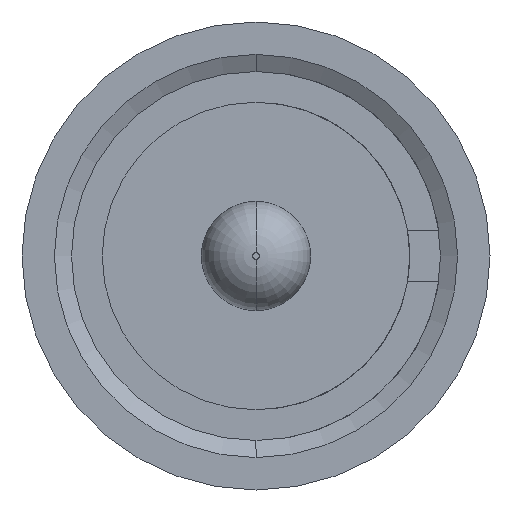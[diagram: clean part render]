
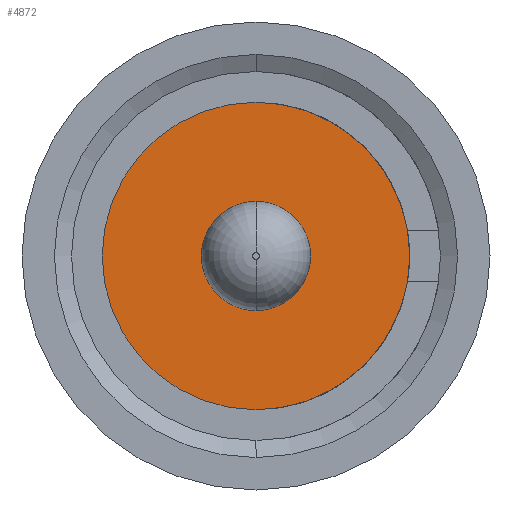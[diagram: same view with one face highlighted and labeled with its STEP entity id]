
A CAD part, front view. The second image highlights one B-rep face of the part: STEP entity #4872.
In plain terms, the highlighted planar face has unit normal (0, -1, 0).
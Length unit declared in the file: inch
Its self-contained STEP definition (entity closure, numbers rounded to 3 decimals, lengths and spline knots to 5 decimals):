
#4790 = EDGE_CURVE ( 'NONE', #4791, #4795, #5250, .T. ) ;
#4791 = VERTEX_POINT ( 'NONE', #5245 ) ;
#4795 = VERTEX_POINT ( 'NONE', #5241 ) ;
#4812 = EDGE_CURVE ( 'NONE', #4795, #4791, #5225, .T. ) ;
#4852 = VERTEX_POINT ( 'NONE', #5148 ) ;
#4854 = EDGE_CURVE ( 'NONE', #4852, #4855, #5147, .T. ) ;
#4855 = VERTEX_POINT ( 'NONE', #5142 ) ;
#4872 = ADVANCED_FACE ( 'NONE', ( #5112, #5111 ), #5110, .T. ) ;
#4873 = EDGE_LOOP ( 'NONE', ( #4874, #4876 ) ) ;
#4874 = ORIENTED_EDGE ( 'NONE', *, *, #4875, .F. ) ;
#4875 = EDGE_CURVE ( 'NONE', #4855, #4852, #5105, .T. ) ;
#4876 = ORIENTED_EDGE ( 'NONE', *, *, #4854, .F. ) ;
#4877 = EDGE_LOOP ( 'NONE', ( #4878, #4879 ) ) ;
#4878 = ORIENTED_EDGE ( 'NONE', *, *, #4790, .F. ) ;
#4879 = ORIENTED_EDGE ( 'NONE', *, *, #4812, .F. ) ;
#5101 = DIRECTION ( 'NONE',  ( 0., 0., -1. ) ) ;
#5102 = DIRECTION ( 'NONE',  ( 0., -1., 0. ) ) ;
#5103 = CARTESIAN_POINT ( 'NONE',  ( 0., -0.205, 0. ) ) ;
#5104 = AXIS2_PLACEMENT_3D ( 'NONE', #5103, #5102, #5101 ) ;
#5105 = CIRCLE ( 'NONE', #5104, 0.08 ) ;
#5106 = DIRECTION ( 'NONE',  ( 0., 0., 1. ) ) ;
#5107 = DIRECTION ( 'NONE',  ( 0., -1., 0. ) ) ;
#5108 = CARTESIAN_POINT ( 'NONE',  ( 0., -0.205, 0. ) ) ;
#5109 = AXIS2_PLACEMENT_3D ( 'NONE', #5108, #5107, #5106 ) ;
#5110 = PLANE ( 'NONE',  #5109 ) ;
#5111 = FACE_OUTER_BOUND ( 'NONE', #4877, .T. ) ;
#5112 = FACE_BOUND ( 'NONE', #4873, .T. ) ;
#5142 = CARTESIAN_POINT ( 'NONE',  ( 0., -0.205, 0.08 ) ) ;
#5143 = DIRECTION ( 'NONE',  ( 0., 0., -1. ) ) ;
#5144 = DIRECTION ( 'NONE',  ( 0., -1., 0. ) ) ;
#5145 = CARTESIAN_POINT ( 'NONE',  ( 0., -0.205, 0. ) ) ;
#5146 = AXIS2_PLACEMENT_3D ( 'NONE', #5145, #5144, #5143 ) ;
#5147 = CIRCLE ( 'NONE', #5146, 0.08 ) ;
#5148 = CARTESIAN_POINT ( 'NONE',  ( 0., -0.205, -0.08 ) ) ;
#5221 = DIRECTION ( 'NONE',  ( 0., 0., 1. ) ) ;
#5222 = DIRECTION ( 'NONE',  ( 0., 1., 0. ) ) ;
#5223 = CARTESIAN_POINT ( 'NONE',  ( 0., -0.205, 0. ) ) ;
#5224 = AXIS2_PLACEMENT_3D ( 'NONE', #5223, #5222, #5221 ) ;
#5225 = CIRCLE ( 'NONE', #5224, 0.225 ) ;
#5241 = CARTESIAN_POINT ( 'NONE',  ( 0., -0.205, 0.225 ) ) ;
#5245 = CARTESIAN_POINT ( 'NONE',  ( 0., -0.205, -0.225 ) ) ;
#5246 = DIRECTION ( 'NONE',  ( 0., 0., 1. ) ) ;
#5247 = DIRECTION ( 'NONE',  ( 0., 1., 0. ) ) ;
#5248 = CARTESIAN_POINT ( 'NONE',  ( 0., -0.205, 0. ) ) ;
#5249 = AXIS2_PLACEMENT_3D ( 'NONE', #5248, #5247, #5246 ) ;
#5250 = CIRCLE ( 'NONE', #5249, 0.225 ) ;
